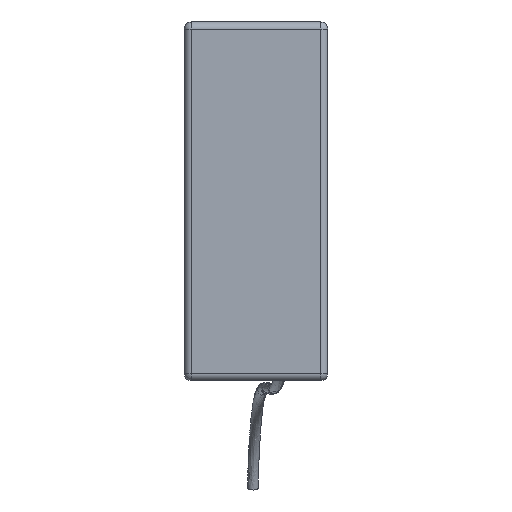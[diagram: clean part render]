
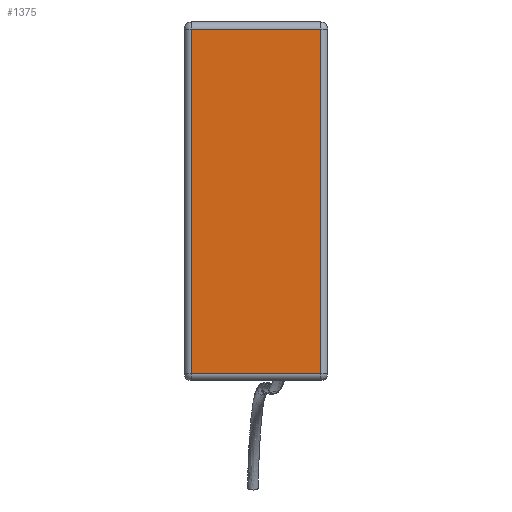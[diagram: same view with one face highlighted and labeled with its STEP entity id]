
A CAD part, front view. The second image highlights one B-rep face of the part: STEP entity #1375.
In plain terms, the highlighted planar face has unit normal (0, -1, 0).
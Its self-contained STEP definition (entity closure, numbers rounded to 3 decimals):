
#75=PLANE('',#1515);
#157=FACE_OUTER_BOUND('',#245,.T.);
#245=EDGE_LOOP('',(#1078,#1079,#1080,#1081));
#341=LINE('',#2110,#486);
#346=LINE('',#2127,#491);
#351=LINE('',#2157,#496);
#356=LINE('',#2177,#501);
#486=VECTOR('',#1694,7.);
#491=VECTOR('',#1713,7.);
#496=VECTOR('',#1754,7.);
#501=VECTOR('',#1783,7.);
#646=VERTEX_POINT('',#2100);
#649=VERTEX_POINT('',#2108);
#654=VERTEX_POINT('',#2126);
#660=VERTEX_POINT('',#2153);
#787=EDGE_CURVE('',#649,#646,#341,.T.);
#795=EDGE_CURVE('',#646,#654,#346,.T.);
#811=EDGE_CURVE('',#654,#660,#351,.T.);
#822=EDGE_CURVE('',#660,#649,#356,.T.);
#1078=ORIENTED_EDGE('',*,*,#787,.F.);
#1079=ORIENTED_EDGE('',*,*,#822,.F.);
#1080=ORIENTED_EDGE('',*,*,#811,.F.);
#1081=ORIENTED_EDGE('',*,*,#795,.F.);
#1375=ADVANCED_FACE('',(#157),#75,.T.);
#1515=AXIS2_PLACEMENT_3D('',#2178,#1784,#1785);
#1694=DIRECTION('',(-1.,0.,0.));
#1713=DIRECTION('',(0.,0.,1.));
#1754=DIRECTION('',(1.,0.,0.));
#1783=DIRECTION('',(0.,0.,-1.));
#1784=DIRECTION('center_axis',(0.,-1.,0.));
#1785=DIRECTION('ref_axis',(0.,0.,-1.));
#2100=CARTESIAN_POINT('',(6.7,29.7,15.4));
#2108=CARTESIAN_POINT('',(19.3,29.7,15.4));
#2110=CARTESIAN_POINT('',(6.,29.7,15.4));
#2126=CARTESIAN_POINT('',(6.7,29.7,49.));
#2127=CARTESIAN_POINT('',(6.7,29.7,40.95));
#2153=CARTESIAN_POINT('',(19.3,29.7,49.));
#2157=CARTESIAN_POINT('',(6.,29.7,49.));
#2177=CARTESIAN_POINT('',(19.3,29.7,40.95));
#2178=CARTESIAN_POINT('Origin',(6.,29.7,49.7));
